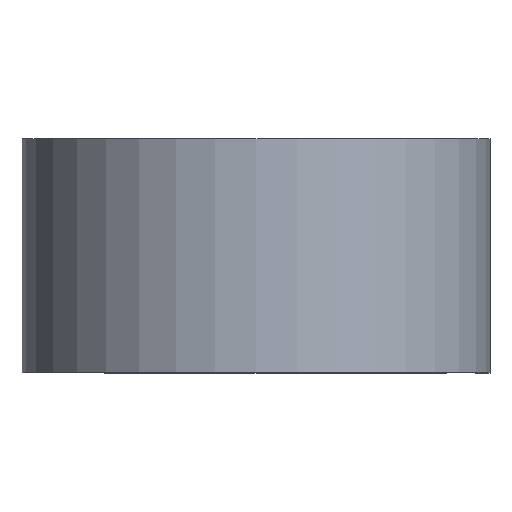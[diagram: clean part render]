
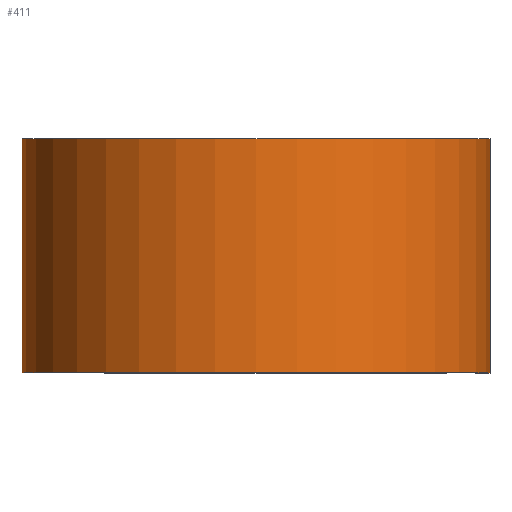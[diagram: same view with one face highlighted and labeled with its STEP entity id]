
A CAD part, top view. The second image highlights one B-rep face of the part: STEP entity #411.
In plain terms, the highlighted cylindrical face has radius 12.713 mm (diameter 25.425 mm), a partial arc.
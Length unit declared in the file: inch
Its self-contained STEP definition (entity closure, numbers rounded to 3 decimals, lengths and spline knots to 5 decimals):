
#2 = AXIS2_PLACEMENT_3D ( 'NONE', #122, #21, #503 ) ;
#16 = ORIENTED_EDGE ( 'NONE', *, *, #422, .T. ) ;
#20 = AXIS2_PLACEMENT_3D ( 'NONE', #165, #366, #507 ) ;
#21 = DIRECTION ( 'NONE',  ( 0., 1., 0. ) ) ;
#44 = CARTESIAN_POINT ( 'NONE',  ( 0.5005, 0.25, 0. ) ) ;
#50 = VERTEX_POINT ( 'NONE', #374 ) ;
#66 = DIRECTION ( 'NONE',  ( 0., 0., -1. ) ) ;
#68 = CARTESIAN_POINT ( 'NONE',  ( 0., 0.25, -0.5005 ) ) ;
#91 = LINE ( 'NONE', #302, #317 ) ;
#117 = ORIENTED_EDGE ( 'NONE', *, *, #381, .F. ) ;
#122 = CARTESIAN_POINT ( 'NONE',  ( 0., -0.25, 0. ) ) ;
#143 = ORIENTED_EDGE ( 'NONE', *, *, #492, .T. ) ;
#148 = DIRECTION ( 'NONE',  ( 0., -1., 0. ) ) ;
#153 = VERTEX_POINT ( 'NONE', #44 ) ;
#162 = CYLINDRICAL_SURFACE ( 'NONE', #195, 0.5005 ) ;
#165 = CARTESIAN_POINT ( 'NONE',  ( 0., 0.25, 0. ) ) ;
#195 = AXIS2_PLACEMENT_3D ( 'NONE', #406, #268, #66 ) ;
#249 = VECTOR ( 'NONE', #498, 39.37008 ) ;
#268 = DIRECTION ( 'NONE',  ( 0., -1., 0. ) ) ;
#278 = EDGE_CURVE ( 'NONE', #153, #495, #91, .T. ) ;
#302 = CARTESIAN_POINT ( 'NONE',  ( 0.5005, 0.25, 0. ) ) ;
#317 = VECTOR ( 'NONE', #148, 39.37008 ) ;
#362 = LINE ( 'NONE', #68, #249 ) ;
#366 = DIRECTION ( 'NONE',  ( 0., 1., 0. ) ) ;
#374 = CARTESIAN_POINT ( 'NONE',  ( 0., -0.25, -0.5005 ) ) ;
#381 = EDGE_CURVE ( 'NONE', #390, #153, #595, .T. ) ;
#390 = VERTEX_POINT ( 'NONE', #404 ) ;
#397 = ORIENTED_EDGE ( 'NONE', *, *, #278, .F. ) ;
#404 = CARTESIAN_POINT ( 'NONE',  ( 0., 0.25, -0.5005 ) ) ;
#406 = CARTESIAN_POINT ( 'NONE',  ( 0., 0.25, 0. ) ) ;
#411 = ADVANCED_FACE ( 'NONE', ( #600 ), #162, .T. ) ;
#422 = EDGE_CURVE ( 'NONE', #390, #50, #362, .T. ) ;
#492 = EDGE_CURVE ( 'NONE', #50, #495, #570, .T. ) ;
#495 = VERTEX_POINT ( 'NONE', #609 ) ;
#498 = DIRECTION ( 'NONE',  ( 0., -1., 0. ) ) ;
#503 = DIRECTION ( 'NONE',  ( 1., 0., 0. ) ) ;
#507 = DIRECTION ( 'NONE',  ( 1., 0., 0. ) ) ;
#570 = CIRCLE ( 'NONE', #2, 0.5005 ) ;
#595 = CIRCLE ( 'NONE', #20, 0.5005 ) ;
#600 = FACE_OUTER_BOUND ( 'NONE', #605, .T. ) ;
#605 = EDGE_LOOP ( 'NONE', ( #143, #397, #117, #16 ) ) ;
#609 = CARTESIAN_POINT ( 'NONE',  ( 0.5005, -0.25, 0. ) ) ;
